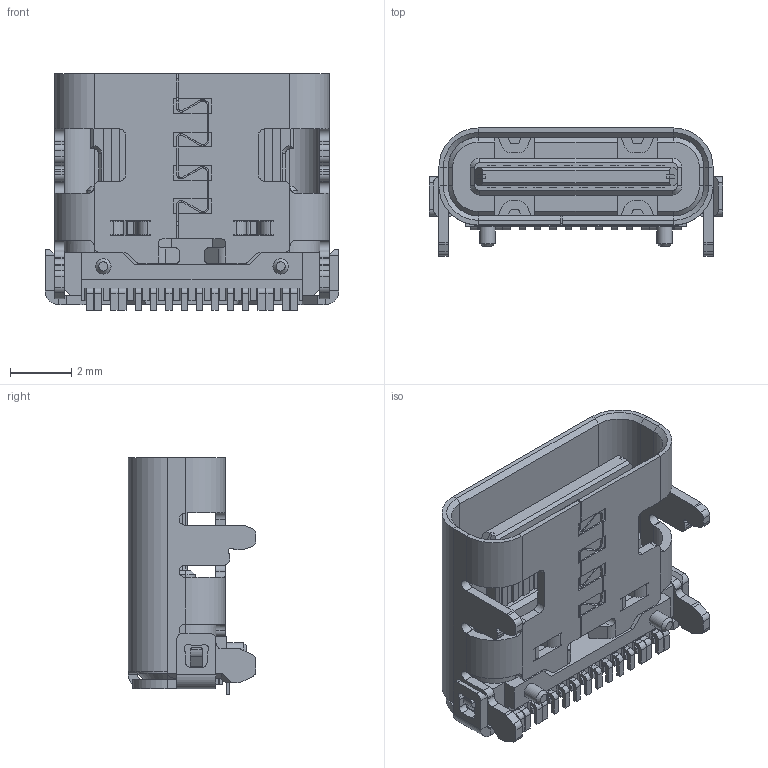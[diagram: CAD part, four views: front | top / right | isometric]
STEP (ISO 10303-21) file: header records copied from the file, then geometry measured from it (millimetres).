
FILE_DESCRIPTION(/* description */ ('STEP AP214','CAx-IF Rec.Pracs.---Representation and Presentation of Product Manufacturing Information (PMI)---4.0---2014-10-13'),/* implementation_level */ '2;1');
FILE_NAME(/* name */ 'USB-C_Female_Connector.step',/* time_stamp */ '2025-03-04T01:22:05-05:00',/* author */ (''),/* organization */ (''),/* preprocessor_version */ 'ST-DEVELOPER v20',/* originating_system */ 'Autodesk Translation Framework v13.20.0.188',/* authorisation */ '');
FILE_SCHEMA (('AP242_MANAGED_MODEL_BASED_3D_ENGINEERING_MIM_LF { 1 0 10303 442 1 1 4 }'));
Length unit declared in the file: millimetre
Products named in the file (1): ESP32-C3-DevKit-RUST-1
Bounding box: 9.58 x 4.16 x 7.71 mm (x, y, z)
Volume: 116.6 mm3; surface area: 563.9 mm2
Topology: 44 solids, 44 shells, 999 faces, 2598 edges, 1678 vertices
Faces by surface type: plane 753, cylinder 218, cone 24, bspline 4
Full cylindrical faces by diameter (mm): 0.5 x2
Entity records: 30446 total; most frequent: CARTESIAN_POINT 5524, ORIENTED_EDGE 5196, DIRECTION 5044, EDGE_CURVE 2598, LINE 2104, VECTOR 2104, VERTEX_POINT 1678, AXIS2_PLACEMENT_3D 1470
